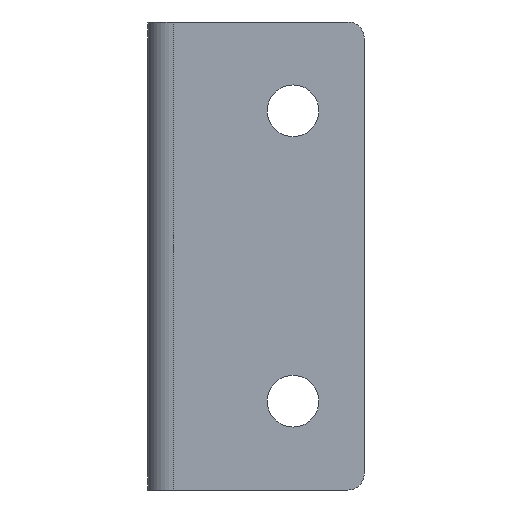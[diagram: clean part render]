
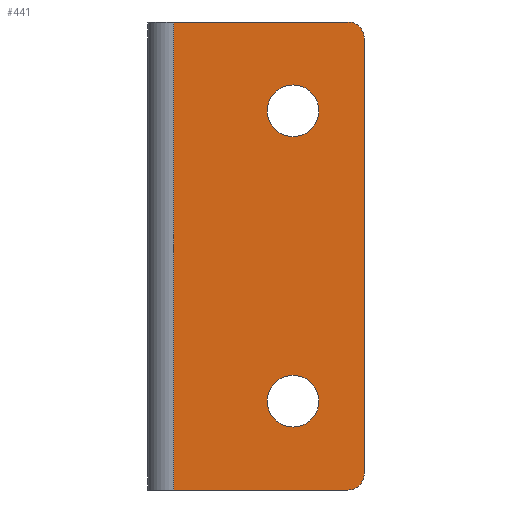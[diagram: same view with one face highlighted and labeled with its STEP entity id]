
A CAD part, front view. The second image highlights one B-rep face of the part: STEP entity #441.
In plain terms, the highlighted planar face has unit normal (0, -1, 0).
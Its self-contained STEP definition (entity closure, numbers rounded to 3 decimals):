
#49 = EDGE_LOOP ( 'NONE', ( #102, #213 ) ) ;
#52 = VECTOR ( 'NONE', #457, 1000. ) ;
#57 = CIRCLE ( 'NONE', #749, 8. ) ;
#65 = LINE ( 'NONE', #550, #52 ) ;
#70 = LINE ( 'NONE', #317, #194 ) ;
#80 = ORIENTED_EDGE ( 'NONE', *, *, #635, .F. ) ;
#89 = FACE_OUTER_BOUND ( 'NONE', #204, .T. ) ;
#102 = ORIENTED_EDGE ( 'NONE', *, *, #734, .F. ) ;
#112 = ORIENTED_EDGE ( 'NONE', *, *, #641, .T. ) ;
#116 = ORIENTED_EDGE ( 'NONE', *, *, #619, .T. ) ;
#121 = ORIENTED_EDGE ( 'NONE', *, *, #606, .F. ) ;
#126 = ORIENTED_EDGE ( 'NONE', *, *, #616, .T. ) ;
#135 = ORIENTED_EDGE ( 'NONE', *, *, #608, .F. ) ;
#151 = LINE ( 'NONE', #556, #157 ) ;
#157 = VECTOR ( 'NONE', #450, 1000. ) ;
#158 = CIRCLE ( 'NONE', #722, 5. ) ;
#163 = VECTOR ( 'NONE', #537, 1000. ) ;
#166 = FACE_BOUND ( 'NONE', #205, .T. ) ;
#186 = ORIENTED_EDGE ( 'NONE', *, *, #630, .F. ) ;
#188 = FACE_BOUND ( 'NONE', #49, .T. ) ;
#194 = VECTOR ( 'NONE', #460, 1000. ) ;
#204 = EDGE_LOOP ( 'NONE', ( #80, #112, #116, #126, #121, #206 ) ) ;
#205 = EDGE_LOOP ( 'NONE', ( #186, #135 ) ) ;
#206 = ORIENTED_EDGE ( 'NONE', *, *, #617, .T. ) ;
#213 = ORIENTED_EDGE ( 'NONE', *, *, #631, .F. ) ;
#233 = LINE ( 'NONE', #573, #163 ) ;
#267 = CIRCLE ( 'NONE', #711, 8. ) ;
#269 = CIRCLE ( 'NONE', #721, 8. ) ;
#274 = CIRCLE ( 'NONE', #735, 8. ) ;
#290 = CIRCLE ( 'NONE', #704, 5. ) ;
#307 = CARTESIAN_POINT ( 'NONE',  ( 45., 0., 35.5 ) ) ;
#317 = CARTESIAN_POINT ( 'NONE',  ( 8., 0., 145. ) ) ;
#325 = CARTESIAN_POINT ( 'NONE',  ( 45., 0., 117.5 ) ) ;
#329 = CARTESIAN_POINT ( 'NONE',  ( 45., 0., 27.5 ) ) ;
#351 = CARTESIAN_POINT ( 'NONE',  ( 67., 0., 5. ) ) ;
#355 = CARTESIAN_POINT ( 'NONE',  ( 45., 0., 19.5 ) ) ;
#363 = CARTESIAN_POINT ( 'NONE',  ( 8., 0., 145. ) ) ;
#367 = VERTEX_POINT ( 'NONE', #363 ) ;
#368 = CARTESIAN_POINT ( 'NONE',  ( 62., 0., 0. ) ) ;
#370 = VERTEX_POINT ( 'NONE', #368 ) ;
#388 = PLANE ( 'NONE',  #774 ) ;
#399 = CARTESIAN_POINT ( 'NONE',  ( 67., 0., 140. ) ) ;
#411 = DIRECTION ( 'NONE',  ( 0., 0., -1. ) ) ;
#414 = DIRECTION ( 'NONE',  ( 0., -1., 0. ) ) ;
#421 = CARTESIAN_POINT ( 'NONE',  ( -58.413, 0., 145. ) ) ;
#424 = VERTEX_POINT ( 'NONE', #510 ) ;
#425 = VERTEX_POINT ( 'NONE', #499 ) ;
#426 = VERTEX_POINT ( 'NONE', #532 ) ;
#429 = VERTEX_POINT ( 'NONE', #399 ) ;
#431 = VERTEX_POINT ( 'NONE', #351 ) ;
#434 = DIRECTION ( 'NONE',  ( 0., -1., 0. ) ) ;
#441 = ADVANCED_FACE ( 'NONE', ( #188, #166, #89 ), #388, .T. ) ;
#444 = DIRECTION ( 'NONE',  ( 0., 0., -1. ) ) ;
#450 = DIRECTION ( 'NONE',  ( -1., 0., 0. ) ) ;
#453 = CARTESIAN_POINT ( 'NONE',  ( 62., 0., 5. ) ) ;
#455 = CARTESIAN_POINT ( 'NONE',  ( 45., 0., 117.5 ) ) ;
#457 = DIRECTION ( 'NONE',  ( -1., 0., 0. ) ) ;
#460 = DIRECTION ( 'NONE',  ( 0., 0., -1. ) ) ;
#471 = DIRECTION ( 'NONE',  ( 0., 0., -1. ) ) ;
#476 = DIRECTION ( 'NONE',  ( 0., -1., 0. ) ) ;
#483 = VERTEX_POINT ( 'NONE', #307 ) ;
#485 = DIRECTION ( 'NONE',  ( 0., 0., -1. ) ) ;
#499 = CARTESIAN_POINT ( 'NONE',  ( 45., 0., 125.5 ) ) ;
#503 = DIRECTION ( 'NONE',  ( 0., -1., 0. ) ) ;
#510 = CARTESIAN_POINT ( 'NONE',  ( 45., 0., 109.5 ) ) ;
#523 = VERTEX_POINT ( 'NONE', #593 ) ;
#532 = CARTESIAN_POINT ( 'NONE',  ( 8., 0., 0. ) ) ;
#535 = DIRECTION ( 'NONE',  ( 0., 0., -1. ) ) ;
#537 = DIRECTION ( 'NONE',  ( 0., 0., -1. ) ) ;
#550 = CARTESIAN_POINT ( 'NONE',  ( -58.413, 0., 0. ) ) ;
#556 = CARTESIAN_POINT ( 'NONE',  ( -58.413, 0., 145. ) ) ;
#564 = DIRECTION ( 'NONE',  ( 0., -1., 0. ) ) ;
#572 = VERTEX_POINT ( 'NONE', #355 ) ;
#573 = CARTESIAN_POINT ( 'NONE',  ( 67., 0., 145. ) ) ;
#574 = DIRECTION ( 'NONE',  ( 0., 0., -1. ) ) ;
#579 = DIRECTION ( 'NONE',  ( 0., -1., 0. ) ) ;
#585 = CARTESIAN_POINT ( 'NONE',  ( 62., 0., 140. ) ) ;
#593 = CARTESIAN_POINT ( 'NONE',  ( 62., 0., 145. ) ) ;
#596 = CARTESIAN_POINT ( 'NONE',  ( 45., 0., 27.5 ) ) ;
#606 = EDGE_CURVE ( 'NONE', #370, #426, #65, .T. ) ;
#608 = EDGE_CURVE ( 'NONE', #424, #425, #57, .T. ) ;
#616 = EDGE_CURVE ( 'NONE', #367, #426, #70, .T. ) ;
#617 = EDGE_CURVE ( 'NONE', #370, #431, #158, .T. ) ;
#619 = EDGE_CURVE ( 'NONE', #523, #367, #151, .T. ) ;
#630 = EDGE_CURVE ( 'NONE', #425, #424, #269, .T. ) ;
#631 = EDGE_CURVE ( 'NONE', #572, #483, #267, .T. ) ;
#635 = EDGE_CURVE ( 'NONE', #429, #431, #233, .T. ) ;
#641 = EDGE_CURVE ( 'NONE', #429, #523, #290, .T. ) ;
#679 = DIRECTION ( 'NONE',  ( 0., 0., -1. ) ) ;
#680 = DIRECTION ( 'NONE',  ( 0., -1., 0. ) ) ;
#704 = AXIS2_PLACEMENT_3D ( 'NONE', #585, #503, #444 ) ;
#711 = AXIS2_PLACEMENT_3D ( 'NONE', #329, #434, #485 ) ;
#721 = AXIS2_PLACEMENT_3D ( 'NONE', #325, #564, #574 ) ;
#722 = AXIS2_PLACEMENT_3D ( 'NONE', #453, #476, #471 ) ;
#734 = EDGE_CURVE ( 'NONE', #483, #572, #274, .T. ) ;
#735 = AXIS2_PLACEMENT_3D ( 'NONE', #596, #680, #679 ) ;
#749 = AXIS2_PLACEMENT_3D ( 'NONE', #455, #579, #535 ) ;
#774 = AXIS2_PLACEMENT_3D ( 'NONE', #421, #414, #411 ) ;
